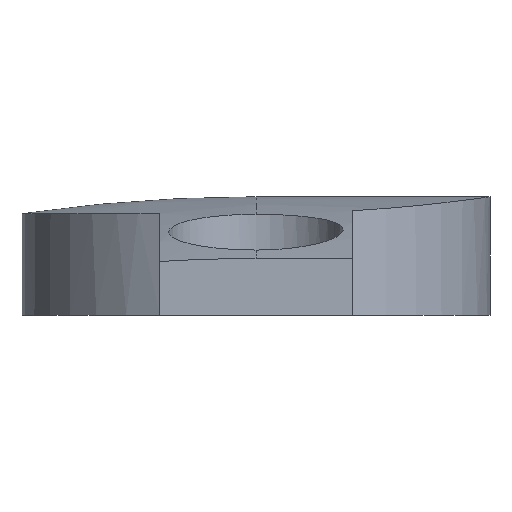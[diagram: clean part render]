
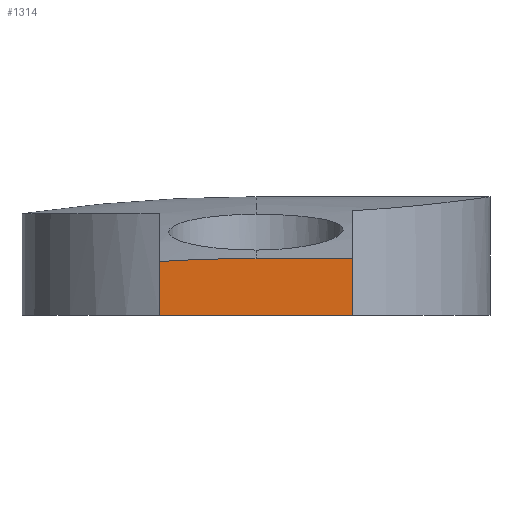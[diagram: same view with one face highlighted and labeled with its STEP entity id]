
A CAD part, left-side view. The second image highlights one B-rep face of the part: STEP entity #1314.
In plain terms, the highlighted planar face has unit normal (-1, 0, 0).
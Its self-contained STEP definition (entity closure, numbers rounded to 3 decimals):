
#113 = CYLINDRICAL_SURFACE('',#114,55.);
#114 = AXIS2_PLACEMENT_3D('',#115,#116,#117);
#115 = CARTESIAN_POINT('',(0.,0.,-51.));
#116 = DIRECTION('',(0.,-1.,0.));
#117 = DIRECTION('',(0.,0.,1.));
#415 = SPHERICAL_SURFACE('',#416,55.);
#416 = AXIS2_PLACEMENT_3D('',#417,#418,#419);
#417 = CARTESIAN_POINT('',(0.,0.,-51.));
#418 = DIRECTION('',(0.,1.,0.));
#419 = DIRECTION('',(0.,0.,1.));
#623 = PLANE('',#624);
#624 = AXIS2_PLACEMENT_3D('',#625,#626,#627);
#625 = CARTESIAN_POINT('',(-7.201,-3.25,0.));
#626 = DIRECTION('',(0.,0.,-1.));
#627 = DIRECTION('',(-1.,0.,0.));
#655 = PLANE('',#656);
#656 = AXIS2_PLACEMENT_3D('',#657,#658,#659);
#657 = CARTESIAN_POINT('',(-7.201,-3.25,0.));
#658 = DIRECTION('',(0.,-1.,0.));
#659 = DIRECTION('',(-1.,0.,0.));
#936 = VERTEX_POINT('',#937);
#937 = CARTESIAN_POINT('',(-15.,-3.25,0.));
#958 = EDGE_CURVE('',#936,#959,#961,.T.);
#959 = VERTEX_POINT('',#960);
#960 = CARTESIAN_POINT('',(-15.,3.25,0.));
#961 = SURFACE_CURVE('',#962,(#966,#973),.PCURVE_S1.);
#962 = LINE('',#963,#964);
#963 = CARTESIAN_POINT('',(-15.,-3.25,0.));
#964 = VECTOR('',#965,1.);
#965 = DIRECTION('',(0.,1.,0.));
#966 = PCURVE('',#623,#967);
#967 = DEFINITIONAL_REPRESENTATION('',(#968),#972);
#968 = LINE('',#969,#970);
#969 = CARTESIAN_POINT('',(7.799,0.));
#970 = VECTOR('',#971,1.);
#971 = DIRECTION('',(0.,1.));
#972 = ( GEOMETRIC_REPRESENTATION_CONTEXT(2) 
PARAMETRIC_REPRESENTATION_CONTEXT() REPRESENTATION_CONTEXT('2D SPACE',''
  ) );
#973 = PCURVE('',#974,#979);
#974 = PLANE('',#975);
#975 = AXIS2_PLACEMENT_3D('',#976,#977,#978);
#976 = CARTESIAN_POINT('',(-15.,-3.25,0.));
#977 = DIRECTION('',(-1.,0.,0.));
#978 = DIRECTION('',(0.,1.,0.));
#979 = DEFINITIONAL_REPRESENTATION('',(#980),#984);
#980 = LINE('',#981,#982);
#981 = CARTESIAN_POINT('',(0.,0.));
#982 = VECTOR('',#983,1.);
#983 = DIRECTION('',(1.,0.));
#984 = ( GEOMETRIC_REPRESENTATION_CONTEXT(2) 
PARAMETRIC_REPRESENTATION_CONTEXT() REPRESENTATION_CONTEXT('2D SPACE',''
  ) );
#1002 = PLANE('',#1003);
#1003 = AXIS2_PLACEMENT_3D('',#1004,#1005,#1006);
#1004 = CARTESIAN_POINT('',(-15.,3.25,0.));
#1005 = DIRECTION('',(0.,1.,0.));
#1006 = DIRECTION('',(1.,0.,0.));
#1249 = VERTEX_POINT('',#1250);
#1250 = CARTESIAN_POINT('',(-15.,-3.25,1.915));
#1294 = EDGE_CURVE('',#936,#1249,#1295,.T.);
#1295 = SURFACE_CURVE('',#1296,(#1300,#1307),.PCURVE_S1.);
#1296 = LINE('',#1297,#1298);
#1297 = CARTESIAN_POINT('',(-15.,-3.25,0.));
#1298 = VECTOR('',#1299,1.);
#1299 = DIRECTION('',(0.,0.,1.));
#1300 = PCURVE('',#655,#1301);
#1301 = DEFINITIONAL_REPRESENTATION('',(#1302),#1306);
#1302 = LINE('',#1303,#1304);
#1303 = CARTESIAN_POINT('',(7.799,0.));
#1304 = VECTOR('',#1305,1.);
#1305 = DIRECTION('',(0.,-1.));
#1306 = ( GEOMETRIC_REPRESENTATION_CONTEXT(2) 
PARAMETRIC_REPRESENTATION_CONTEXT() REPRESENTATION_CONTEXT('2D SPACE',''
  ) );
#1307 = PCURVE('',#974,#1308);
#1308 = DEFINITIONAL_REPRESENTATION('',(#1309),#1313);
#1309 = LINE('',#1310,#1311);
#1310 = CARTESIAN_POINT('',(0.,0.));
#1311 = VECTOR('',#1312,1.);
#1312 = DIRECTION('',(0.,-1.));
#1313 = ( GEOMETRIC_REPRESENTATION_CONTEXT(2) 
PARAMETRIC_REPRESENTATION_CONTEXT() REPRESENTATION_CONTEXT('2D SPACE',''
  ) );
#1314 = ADVANCED_FACE('',(#1315),#974,.T.);
#1315 = FACE_BOUND('',#1316,.T.);
#1316 = EDGE_LOOP('',(#1317,#1318,#1319,#1363,#1393));
#1317 = ORIENTED_EDGE('',*,*,#958,.F.);
#1318 = ORIENTED_EDGE('',*,*,#1294,.T.);
#1319 = ORIENTED_EDGE('',*,*,#1320,.F.);
#1320 = EDGE_CURVE('',#1321,#1249,#1323,.T.);
#1321 = VERTEX_POINT('',#1322);
#1322 = CARTESIAN_POINT('',(-15.,0.,1.915));
#1323 = SURFACE_CURVE('',#1324,(#1328,#1334),.PCURVE_S1.);
#1324 = LINE('',#1325,#1326);
#1325 = CARTESIAN_POINT('',(-15.,0.,1.915));
#1326 = VECTOR('',#1327,1.);
#1327 = DIRECTION('',(0.,-1.,0.));
#1328 = PCURVE('',#974,#1329);
#1329 = DEFINITIONAL_REPRESENTATION('',(#1330),#1333);
#1330 = B_SPLINE_CURVE_WITH_KNOTS('',1,(#1331,#1332),.UNSPECIFIED.,.F.,
  .F.,(2,2),(0.,3.9),.PIECEWISE_BEZIER_KNOTS.);
#1331 = CARTESIAN_POINT('',(3.25,-1.915));
#1332 = CARTESIAN_POINT('',(-0.65,-1.915));
#1333 = ( GEOMETRIC_REPRESENTATION_CONTEXT(2) 
PARAMETRIC_REPRESENTATION_CONTEXT() REPRESENTATION_CONTEXT('2D SPACE',''
  ) );
#1334 = PCURVE('',#113,#1335);
#1335 = DEFINITIONAL_REPRESENTATION('',(#1336),#1362);
#1336 = B_SPLINE_CURVE_WITH_KNOTS('',3,(#1337,#1338,#1339,#1340,#1341,
    #1342,#1343,#1344,#1345,#1346,#1347,#1348,#1349,#1350,#1351,#1352,
    #1353,#1354,#1355,#1356,#1357,#1358,#1359,#1360,#1361),
  .UNSPECIFIED.,.F.,.F.,(4,1,1,1,1,1,1,1,1,1,1,1,1,1,1,1,1,1,1,1,1,1,4),
  (0.,0.148,0.295,0.443,
    0.591,0.739,0.886,1.034,
    1.182,1.33,1.477,1.625,1.773,
    1.92,2.068,2.216,2.364,
    2.511,2.659,2.807,2.955,
    3.102,3.25),.QUASI_UNIFORM_KNOTS.);
#1337 = CARTESIAN_POINT('',(0.276,0.));
#1338 = CARTESIAN_POINT('',(0.276,0.049));
#1339 = CARTESIAN_POINT('',(0.276,0.148));
#1340 = CARTESIAN_POINT('',(0.276,0.295));
#1341 = CARTESIAN_POINT('',(0.276,0.443));
#1342 = CARTESIAN_POINT('',(0.276,0.591));
#1343 = CARTESIAN_POINT('',(0.276,0.739));
#1344 = CARTESIAN_POINT('',(0.276,0.886));
#1345 = CARTESIAN_POINT('',(0.276,1.034));
#1346 = CARTESIAN_POINT('',(0.276,1.182));
#1347 = CARTESIAN_POINT('',(0.276,1.33));
#1348 = CARTESIAN_POINT('',(0.276,1.477));
#1349 = CARTESIAN_POINT('',(0.276,1.625));
#1350 = CARTESIAN_POINT('',(0.276,1.773));
#1351 = CARTESIAN_POINT('',(0.276,1.92));
#1352 = CARTESIAN_POINT('',(0.276,2.068));
#1353 = CARTESIAN_POINT('',(0.276,2.216));
#1354 = CARTESIAN_POINT('',(0.276,2.364));
#1355 = CARTESIAN_POINT('',(0.276,2.511));
#1356 = CARTESIAN_POINT('',(0.276,2.659));
#1357 = CARTESIAN_POINT('',(0.276,2.807));
#1358 = CARTESIAN_POINT('',(0.276,2.955));
#1359 = CARTESIAN_POINT('',(0.276,3.102));
#1360 = CARTESIAN_POINT('',(0.276,3.201));
#1361 = CARTESIAN_POINT('',(0.276,3.25));
#1362 = ( GEOMETRIC_REPRESENTATION_CONTEXT(2) 
PARAMETRIC_REPRESENTATION_CONTEXT() REPRESENTATION_CONTEXT('2D SPACE',''
  ) );
#1363 = ORIENTED_EDGE('',*,*,#1364,.T.);
#1364 = EDGE_CURVE('',#1321,#1365,#1367,.T.);
#1365 = VERTEX_POINT('',#1366);
#1366 = CARTESIAN_POINT('',(-15.,3.25,1.815));
#1367 = SURFACE_CURVE('',#1368,(#1373,#1380),.PCURVE_S1.);
#1368 = CIRCLE('',#1369,52.915);
#1369 = AXIS2_PLACEMENT_3D('',#1370,#1371,#1372);
#1370 = CARTESIAN_POINT('',(-15.,0.,-51.));
#1371 = DIRECTION('',(-1.,0.,0.));
#1372 = DIRECTION('',(0.,0.,-1.));
#1373 = PCURVE('',#974,#1374);
#1374 = DEFINITIONAL_REPRESENTATION('',(#1375),#1379);
#1375 = CIRCLE('',#1376,52.915);
#1376 = AXIS2_PLACEMENT_2D('',#1377,#1378);
#1377 = CARTESIAN_POINT('',(3.25,51.));
#1378 = DIRECTION('',(0.,1.));
#1379 = ( GEOMETRIC_REPRESENTATION_CONTEXT(2) 
PARAMETRIC_REPRESENTATION_CONTEXT() REPRESENTATION_CONTEXT('2D SPACE',''
  ) );
#1380 = PCURVE('',#415,#1381);
#1381 = DEFINITIONAL_REPRESENTATION('',(#1382),#1392);
#1382 = B_SPLINE_CURVE_WITH_KNOTS('',8,(#1383,#1384,#1385,#1386,#1387,
    #1388,#1389,#1390,#1391),.UNSPECIFIED.,.F.,.F.,(9,9),(3.142,
    3.203),.PIECEWISE_BEZIER_KNOTS.);
#1383 = CARTESIAN_POINT('',(-0.276,0.));
#1384 = CARTESIAN_POINT('',(-0.276,0.007));
#1385 = CARTESIAN_POINT('',(-0.276,0.015));
#1386 = CARTESIAN_POINT('',(-0.276,0.022));
#1387 = CARTESIAN_POINT('',(-0.276,0.03));
#1388 = CARTESIAN_POINT('',(-0.276,0.037));
#1389 = CARTESIAN_POINT('',(-0.276,0.044));
#1390 = CARTESIAN_POINT('',(-0.277,0.052));
#1391 = CARTESIAN_POINT('',(-0.277,0.059));
#1392 = ( GEOMETRIC_REPRESENTATION_CONTEXT(2) 
PARAMETRIC_REPRESENTATION_CONTEXT() REPRESENTATION_CONTEXT('2D SPACE',''
  ) );
#1393 = ORIENTED_EDGE('',*,*,#1394,.F.);
#1394 = EDGE_CURVE('',#959,#1365,#1395,.T.);
#1395 = SURFACE_CURVE('',#1396,(#1400,#1407),.PCURVE_S1.);
#1396 = LINE('',#1397,#1398);
#1397 = CARTESIAN_POINT('',(-15.,3.25,0.));
#1398 = VECTOR('',#1399,1.);
#1399 = DIRECTION('',(0.,0.,1.));
#1400 = PCURVE('',#974,#1401);
#1401 = DEFINITIONAL_REPRESENTATION('',(#1402),#1406);
#1402 = LINE('',#1403,#1404);
#1403 = CARTESIAN_POINT('',(6.5,0.));
#1404 = VECTOR('',#1405,1.);
#1405 = DIRECTION('',(0.,-1.));
#1406 = ( GEOMETRIC_REPRESENTATION_CONTEXT(2) 
PARAMETRIC_REPRESENTATION_CONTEXT() REPRESENTATION_CONTEXT('2D SPACE',''
  ) );
#1407 = PCURVE('',#1002,#1408);
#1408 = DEFINITIONAL_REPRESENTATION('',(#1409),#1413);
#1409 = LINE('',#1410,#1411);
#1410 = CARTESIAN_POINT('',(0.,0.));
#1411 = VECTOR('',#1412,1.);
#1412 = DIRECTION('',(0.,-1.));
#1413 = ( GEOMETRIC_REPRESENTATION_CONTEXT(2) 
PARAMETRIC_REPRESENTATION_CONTEXT() REPRESENTATION_CONTEXT('2D SPACE',''
  ) );
